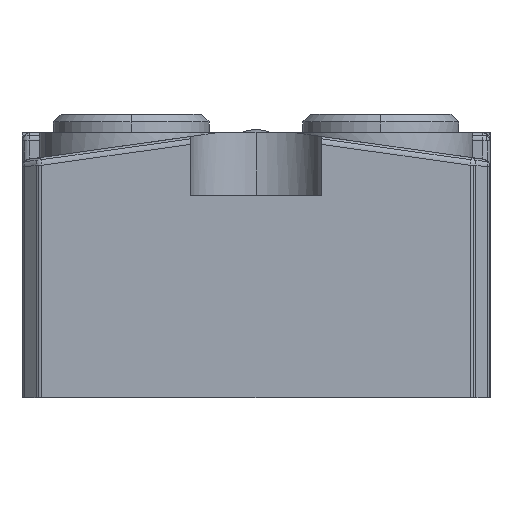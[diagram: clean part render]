
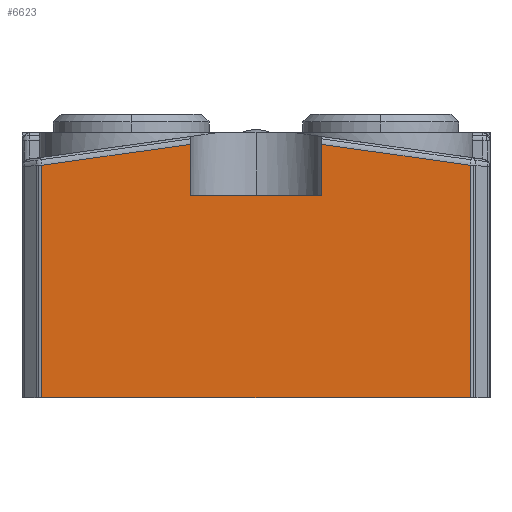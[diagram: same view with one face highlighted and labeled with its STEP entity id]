
A CAD part, front view. The second image highlights one B-rep face of the part: STEP entity #6623.
In plain terms, the highlighted planar face has unit normal (0, -1, 0).
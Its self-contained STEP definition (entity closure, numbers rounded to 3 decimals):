
#6578=AXIS2_PLACEMENT_3D('Plane Axis2P3D',#6575,#6576,#6577) ;
#6153=CARTESIAN_POINT('Vertex',(1.257,0.,14.915)) ;
#6460=CARTESIAN_POINT('Line Origine',(13.729,0.,16.668)) ;
#6464=CARTESIAN_POINT('Vertex',(10.8,0.,16.256)) ;
#6496=CARTESIAN_POINT('Vertex',(1.257,0.,0.)) ;
#6499=CARTESIAN_POINT('Line Origine',(1.257,0.,0.)) ;
#6540=CARTESIAN_POINT('Line Origine',(10.8,0.,14.628)) ;
#6544=CARTESIAN_POINT('Vertex',(10.8,0.,13.)) ;
#6575=CARTESIAN_POINT('Axis2P3D Location',(30.,0.,0.)) ;
#6580=CARTESIAN_POINT('Line Origine',(15.,0.,0.)) ;
#6584=CARTESIAN_POINT('Vertex',(28.743,0.,0.)) ;
#6587=CARTESIAN_POINT('Line Origine',(28.743,0.,7.458)) ;
#6591=CARTESIAN_POINT('Vertex',(28.743,0.,14.915)) ;
#6594=CARTESIAN_POINT('Line Origine',(23.971,0.,15.586)) ;
#6598=CARTESIAN_POINT('Vertex',(19.2,0.,16.256)) ;
#6601=CARTESIAN_POINT('Line Origine',(19.2,0.,14.628)) ;
#6605=CARTESIAN_POINT('Vertex',(19.2,0.,13.)) ;
#6608=CARTESIAN_POINT('Line Origine',(15.,0.,13.)) ;
#6461=DIRECTION('Vector Direction',(-0.99,0.,-0.139)) ;
#6500=DIRECTION('Vector Direction',(0.,0.,1.)) ;
#6541=DIRECTION('Vector Direction',(0.,0.,1.)) ;
#6576=DIRECTION('Axis2P3D Direction',(0.,-1.,0.)) ;
#6577=DIRECTION('Axis2P3D XDirection',(0.,0.,-1.)) ;
#6581=DIRECTION('Vector Direction',(1.,0.,0.)) ;
#6588=DIRECTION('Vector Direction',(0.,0.,-1.)) ;
#6595=DIRECTION('Vector Direction',(0.99,0.,-0.139)) ;
#6602=DIRECTION('Vector Direction',(0.,0.,-1.)) ;
#6609=DIRECTION('Vector Direction',(-1.,0.,0.)) ;
#6462=VECTOR('Line Direction',#6461,1.) ;
#6501=VECTOR('Line Direction',#6500,1.) ;
#6542=VECTOR('Line Direction',#6541,1.) ;
#6582=VECTOR('Line Direction',#6581,1.) ;
#6589=VECTOR('Line Direction',#6588,1.) ;
#6596=VECTOR('Line Direction',#6595,1.) ;
#6603=VECTOR('Line Direction',#6602,1.) ;
#6610=VECTOR('Line Direction',#6609,1.) ;
#6614=ORIENTED_EDGE('',*,*,#6466,.F.) ;
#6615=ORIENTED_EDGE('',*,*,#6503,.F.) ;
#6616=ORIENTED_EDGE('',*,*,#6586,.T.) ;
#6617=ORIENTED_EDGE('',*,*,#6593,.F.) ;
#6618=ORIENTED_EDGE('',*,*,#6600,.F.) ;
#6619=ORIENTED_EDGE('',*,*,#6607,.T.) ;
#6620=ORIENTED_EDGE('',*,*,#6612,.T.) ;
#6621=ORIENTED_EDGE('',*,*,#6546,.T.) ;
#6623=ADVANCED_FACE('Hauptk\X2\00F6\X0\rper',(#6622),#6579,.T.) ;
#6466=EDGE_CURVE('',#6154,#6465,#6463,.F.) ;
#6503=EDGE_CURVE('',#6497,#6154,#6502,.T.) ;
#6546=EDGE_CURVE('',#6545,#6465,#6543,.T.) ;
#6586=EDGE_CURVE('',#6497,#6585,#6583,.T.) ;
#6593=EDGE_CURVE('',#6592,#6585,#6590,.T.) ;
#6600=EDGE_CURVE('',#6599,#6592,#6597,.T.) ;
#6607=EDGE_CURVE('',#6599,#6606,#6604,.T.) ;
#6612=EDGE_CURVE('',#6606,#6545,#6611,.T.) ;
#6613=EDGE_LOOP('',(#6614,#6615,#6616,#6617,#6618,#6619,#6620,#6621)) ;
#6622=FACE_OUTER_BOUND('',#6613,.T.) ;
#6463=LINE('Line',#6460,#6462) ;
#6502=LINE('Line',#6499,#6501) ;
#6543=LINE('Line',#6540,#6542) ;
#6583=LINE('Line',#6580,#6582) ;
#6590=LINE('Line',#6587,#6589) ;
#6597=LINE('Line',#6594,#6596) ;
#6604=LINE('Line',#6601,#6603) ;
#6611=LINE('Line',#6608,#6610) ;
#6579=PLANE('',#6578) ;
#6154=VERTEX_POINT('',#6153) ;
#6465=VERTEX_POINT('',#6464) ;
#6497=VERTEX_POINT('',#6496) ;
#6545=VERTEX_POINT('',#6544) ;
#6585=VERTEX_POINT('',#6584) ;
#6592=VERTEX_POINT('',#6591) ;
#6599=VERTEX_POINT('',#6598) ;
#6606=VERTEX_POINT('',#6605) ;
